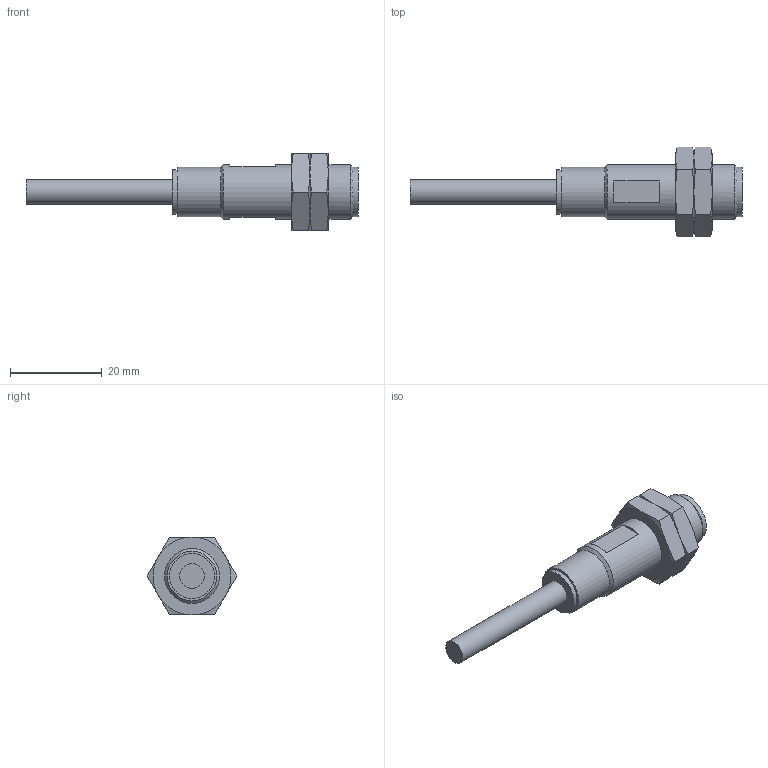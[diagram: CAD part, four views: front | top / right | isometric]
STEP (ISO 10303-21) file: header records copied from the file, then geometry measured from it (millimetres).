
FILE_DESCRIPTION (( 'STEP AP214' ), '1' );
FILE_NAME ('WSM-A0-3E.STEP', '2018-08-24T16:39:40', ( '' ), ( '' ), 'SwSTEP 2.0', 'SolidWorks 2017', '' );
FILE_SCHEMA (( 'AUTOMOTIVE_DESIGN' ));
Length unit declared in the file: inch
Products named in the file (1): WSM-A0-3E
Bounding box: 72.5 x 19.63 x 17 mm (x, y, z)
Volume: 6224.4 mm3; surface area: 3531.4 mm2
Topology: 3 solids, 3 shells, 65 faces, 137 edges, 83 vertices
Faces by surface type: cone 30, plane 28, cylinder 7
Full cylindrical faces by diameter (mm): 5.4 x1, 9.8 x1, 10.8 x2, 10.917 x2, 12 x1
Entity records: 2549 total; most frequent: CARTESIAN_POINT 402, DIRECTION 248, ORIENTED_EDGE 232, EDGE_CURVE 116, AXIS2_PLACEMENT_3D 114, EDGE_LOOP 88, VERTEX_POINT 76, FACE_OUTER_BOUND 72
